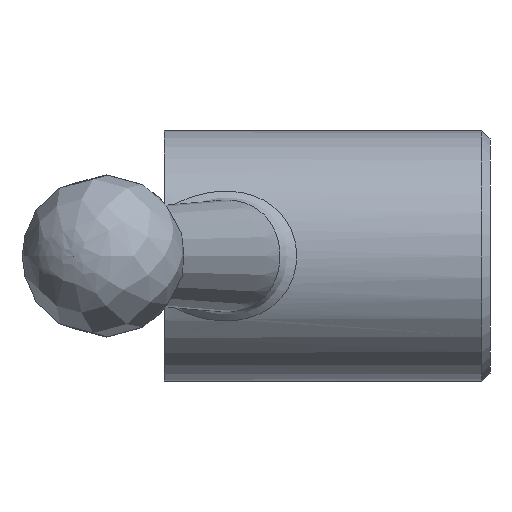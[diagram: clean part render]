
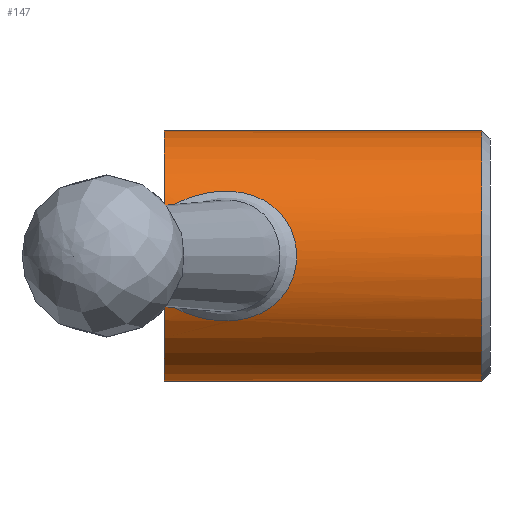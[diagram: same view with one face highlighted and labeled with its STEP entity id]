
A CAD part, left-side view. The second image highlights one B-rep face of the part: STEP entity #147.
In plain terms, the highlighted cylindrical face has radius 15 mm (diameter 30 mm), a full revolution.
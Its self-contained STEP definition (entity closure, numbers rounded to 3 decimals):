
#122=CYLINDRICAL_SURFACE('',#425,15.);
#126=B_SPLINE_CURVE_WITH_KNOTS('',3,(#534,#535,#536,#537,#538,#539,#540,
#541,#542,#543,#544,#545,#546,#547,#548,#549,#550,#551),.UNSPECIFIED.,.F.,
.F.,(4,2,2,2,2,2,2,2,4),(0.,0.125,0.25,0.375,0.5,0.625,0.75,0.875,1.),.UNSPECIFIED.);
#127=B_SPLINE_CURVE_WITH_KNOTS('',3,(#555,#556,#557,#558,#559,#560,#561,
#562,#563,#564,#565,#566,#567,#568,#569,#570,#571,#572),.UNSPECIFIED.,.F.,
.F.,(4,2,2,2,2,2,2,2,4),(0.,0.125,0.25,0.375,0.5,0.625,0.75,0.875,1.),.UNSPECIFIED.);
#147=ADVANCED_FACE('',(#174,#175),#122,.T.);
#174=FACE_BOUND('',#211,.T.);
#175=FACE_BOUND('',#212,.T.);
#211=EDGE_LOOP('',(#245));
#212=EDGE_LOOP('',(#246,#247,#248,#249));
#245=ORIENTED_EDGE('',*,*,#359,.F.);
#246=ORIENTED_EDGE('',*,*,#360,.T.);
#247=ORIENTED_EDGE('',*,*,#361,.T.);
#248=ORIENTED_EDGE('',*,*,#362,.T.);
#249=ORIENTED_EDGE('',*,*,#363,.T.);
#329=VERTEX_POINT('',#530);
#330=VERTEX_POINT('',#532);
#331=VERTEX_POINT('',#533);
#332=VERTEX_POINT('',#552);
#333=VERTEX_POINT('',#554);
#359=EDGE_CURVE('',#329,#329,#401,.T.);
#360=EDGE_CURVE('',#330,#331,#402,.T.);
#361=EDGE_CURVE('',#331,#332,#126,.T.);
#362=EDGE_CURVE('',#332,#333,#403,.T.);
#363=EDGE_CURVE('',#333,#330,#127,.T.);
#401=CIRCLE('',#422,15.);
#402=CIRCLE('',#423,15.);
#403=CIRCLE('',#424,15.);
#422=AXIS2_PLACEMENT_3D('',#529,#460,#461);
#423=AXIS2_PLACEMENT_3D('',#531,#462,#463);
#424=AXIS2_PLACEMENT_3D('',#553,#464,#465);
#425=AXIS2_PLACEMENT_3D('',#573,#466,#467);
#460=DIRECTION('',(0.,-1.,0.));
#461=DIRECTION('',(0.,0.,-1.));
#462=DIRECTION('',(0.,-1.,0.));
#463=DIRECTION('',(0.,0.,-1.));
#464=DIRECTION('',(0.,-1.,0.));
#465=DIRECTION('',(0.,0.,-1.));
#466=DIRECTION('',(0.,-1.,0.));
#467=DIRECTION('',(0.,0.,-1.));
#529=CARTESIAN_POINT('',(601.5,397.5,0.));
#530=CARTESIAN_POINT('',(601.5,397.5,-15.));
#531=CARTESIAN_POINT('',(601.5,435.5,0.));
#532=CARTESIAN_POINT('',(615.493,435.5,5.404));
#533=CARTESIAN_POINT('',(587.507,435.5,5.404));
#534=CARTESIAN_POINT('',(587.507,435.5,5.404));
#535=CARTESIAN_POINT('',(587.899,434.105,6.419));
#536=CARTESIAN_POINT('',(588.276,432.505,7.093));
#537=CARTESIAN_POINT('',(588.7,429.106,7.833));
#538=CARTESIAN_POINT('',(588.727,427.291,7.88));
#539=CARTESIAN_POINT('',(588.243,423.9,7.036));
#540=CARTESIAN_POINT('',(587.739,422.379,6.131));
#541=CARTESIAN_POINT('',(586.844,420.233,3.485));
#542=CARTESIAN_POINT('',(586.5,419.627,1.759));
#543=CARTESIAN_POINT('',(586.5,419.627,-1.756));
#544=CARTESIAN_POINT('',(586.843,420.232,-3.48));
#545=CARTESIAN_POINT('',(587.737,422.373,-6.126));
#546=CARTESIAN_POINT('',(588.238,423.877,-7.026));
#547=CARTESIAN_POINT('',(588.727,427.279,-7.88));
#548=CARTESIAN_POINT('',(588.703,429.079,-7.837));
#549=CARTESIAN_POINT('',(588.277,432.507,-7.095));
#550=CARTESIAN_POINT('',(587.899,434.106,-6.418));
#551=CARTESIAN_POINT('',(587.507,435.5,-5.404));
#552=CARTESIAN_POINT('',(587.507,435.5,-5.404));
#553=CARTESIAN_POINT('',(601.5,435.5,0.));
#554=CARTESIAN_POINT('',(615.493,435.5,-5.404));
#555=CARTESIAN_POINT('',(615.493,435.5,-5.404));
#556=CARTESIAN_POINT('',(615.101,434.105,-6.419));
#557=CARTESIAN_POINT('',(614.724,432.505,-7.093));
#558=CARTESIAN_POINT('',(614.3,429.106,-7.833));
#559=CARTESIAN_POINT('',(614.273,427.291,-7.88));
#560=CARTESIAN_POINT('',(614.757,423.9,-7.036));
#561=CARTESIAN_POINT('',(615.261,422.379,-6.131));
#562=CARTESIAN_POINT('',(616.156,420.233,-3.485));
#563=CARTESIAN_POINT('',(616.5,419.627,-1.759));
#564=CARTESIAN_POINT('',(616.5,419.627,1.756));
#565=CARTESIAN_POINT('',(616.157,420.232,3.48));
#566=CARTESIAN_POINT('',(615.263,422.373,6.126));
#567=CARTESIAN_POINT('',(614.762,423.877,7.026));
#568=CARTESIAN_POINT('',(614.273,427.279,7.88));
#569=CARTESIAN_POINT('',(614.297,429.079,7.837));
#570=CARTESIAN_POINT('',(614.723,432.507,7.095));
#571=CARTESIAN_POINT('',(615.101,434.106,6.418));
#572=CARTESIAN_POINT('',(615.493,435.5,5.404));
#573=CARTESIAN_POINT('',(601.5,385.5,0.));
